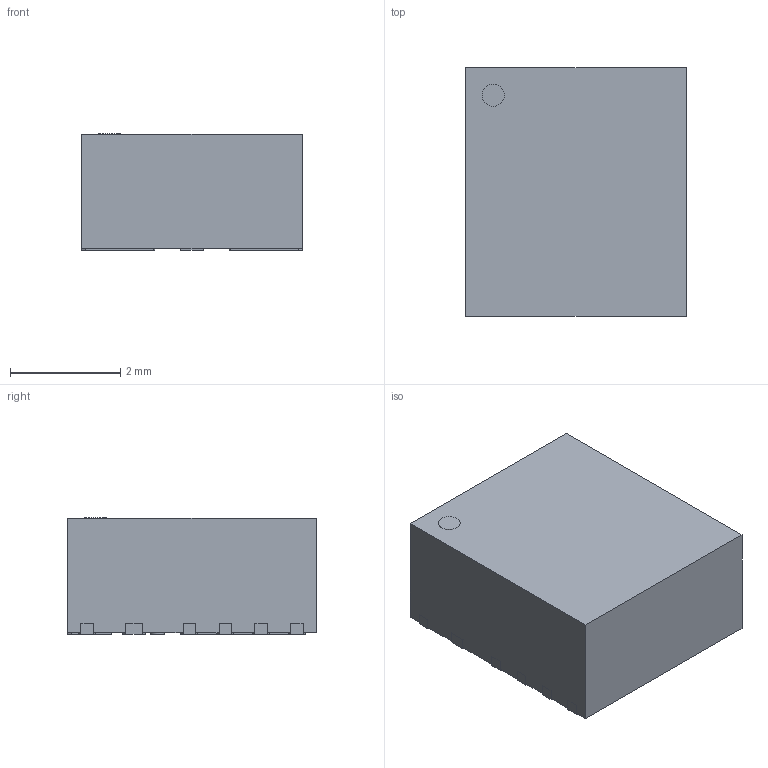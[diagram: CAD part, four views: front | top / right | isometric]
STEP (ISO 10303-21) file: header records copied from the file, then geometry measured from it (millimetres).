
FILE_DESCRIPTION(/* description */ (''),/* implementation_level */ '2;1');
FILE_NAME(/* name */ 'RKH0009A.step',/* time_stamp */ '2025-08-25T23:58:52+02:00',/* author */ (''),/* organization */ (''),/* preprocessor_version */ 'ST-DEVELOPER v20.1',/* originating_system */ 'Autodesk Translation Framework v14.10.0.0',/* authorisation */ '');
FILE_SCHEMA (('AUTOMOTIVE_DESIGN { 1 0 10303 214 3 1 1 }'));
Length unit declared in the file: millimetre
Products named in the file (3): RKH0009A_ASM; BODY-QFN; FRAME-RKH0009A
Assembly tree (2 placements, depth 2):
  RKH0009A_ASM
    BODY-QFN
    FRAME-RKH0009A
Bounding box: 4 x 4.5 x 2.11 mm (x, y, z)
Volume: 37.5 mm3; surface area: 96.1 mm2
Topology: 13 solids, 13 shells, 217 faces, 567 edges, 378 vertices
Faces by surface type: plane 212, cylinder 5
Full cylindrical faces by diameter (mm): 0.25 x4, 0.4 x1
Entity records: 6668 total; most frequent: CARTESIAN_POINT 1167, ORIENTED_EDGE 1134, DIRECTION 1021, EDGE_CURVE 567, LINE 557, VECTOR 557, VERTEX_POINT 378, AXIS2_PLACEMENT_3D 232
